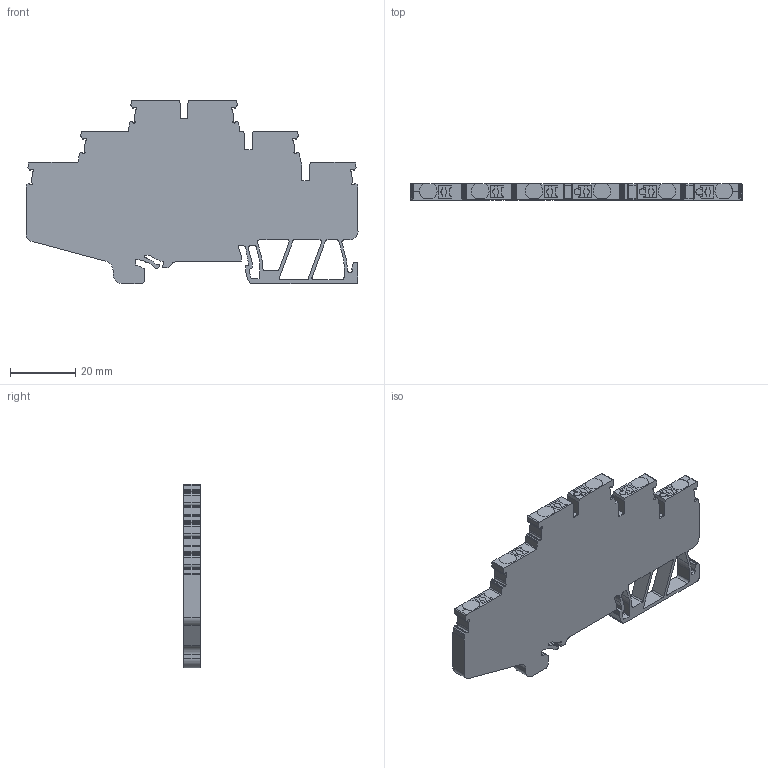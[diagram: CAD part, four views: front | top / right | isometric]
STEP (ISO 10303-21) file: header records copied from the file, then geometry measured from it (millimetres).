
FILE_DESCRIPTION (( 'STEP AP214' ), '1' );
FILE_NAME ('CPTLG2.5.STEP', '2024-11-14T10:32:38', ( '' ), ( '' ), 'SwSTEP 2.0', 'SolidWorks 2022', '' );
FILE_SCHEMA (( 'AUTOMOTIVE_DESIGN' ));
Length unit declared in the file: millimetre
Products named in the file (1): CPTLG2.5
Bounding box: 102 x 4.95 x 56.4 mm (x, y, z)
Volume: 19054.6 mm3; surface area: 10527.1 mm2
Topology: 1 solids, 1 shells, 523 faces, 1531 edges, 1018 vertices
Faces by surface type: plane 298, cylinder 225
Entity records: 17839 total; most frequent: CARTESIAN_POINT 3073, ORIENTED_EDGE 3062, DIRECTION 3033, EDGE_CURVE 1531, VECTOR 1077, LINE 1077, VERTEX_POINT 1018, AXIS2_PLACEMENT_3D 978
